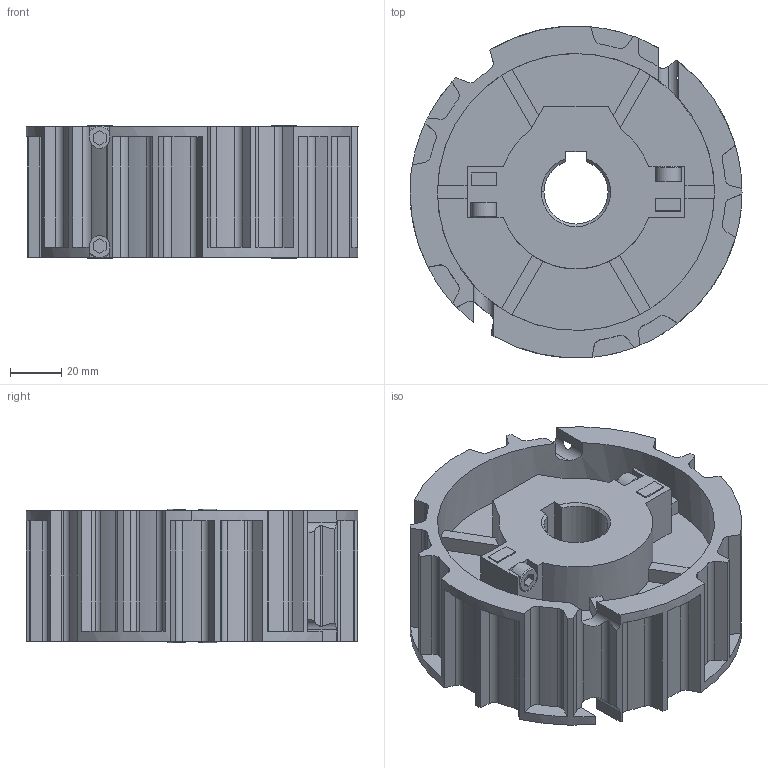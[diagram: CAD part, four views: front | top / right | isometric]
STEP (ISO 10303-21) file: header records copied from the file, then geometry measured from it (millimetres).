
FILE_DESCRIPTION (( 'STEP AP214' ), '1' );
FILE_NAME ('Rexnord-NS 815 SPLIT SPROCKETS, INJECTION MOULDED-NS815 21-25.STEP', '2018-12-19T10:41:52', ( '' ), ( '' ), 'SwSTEP 2.0', 'SolidWorks 2018', '' );
FILE_SCHEMA (( 'AUTOMOTIVE_DESIGN' ));
Length unit declared in the file: millimetre
Products named in the file (4): Rexnord-NS 815 SPLIT SPROCKETS, INJECTION MOULDED-NS815 21-25; NS 815 SPLIT SPROCKETS, INJECTION MOULDED_21; sq nut M6; m6X20
Assembly tree (9 placements, depth 2):
  Rexnord-NS 815 SPLIT SPROCKETS, INJECTION MOULDED-NS815 21-25
    NS 815 SPLIT SPROCKETS, INJECTION MOULDED_21
    m6X20  x4
    sq nut M6  x4
Bounding box: 129.5 x 129.44 x 52.08 mm (x, y, z)
Volume: 322741.9 mm3; surface area: 89155.4 mm2
Topology: 9 solids, 9 shells, 413 faces, 1119 edges, 734 vertices
Faces by surface type: plane 243, cylinder 132, cone 38
Entity records: 11152 total; most frequent: CARTESIAN_POINT 2256, DIRECTION 1857, ORIENTED_EDGE 1854, EDGE_CURVE 927, AXIS2_PLACEMENT_3D 631, VERTEX_POINT 614, VECTOR 595, LINE 595
